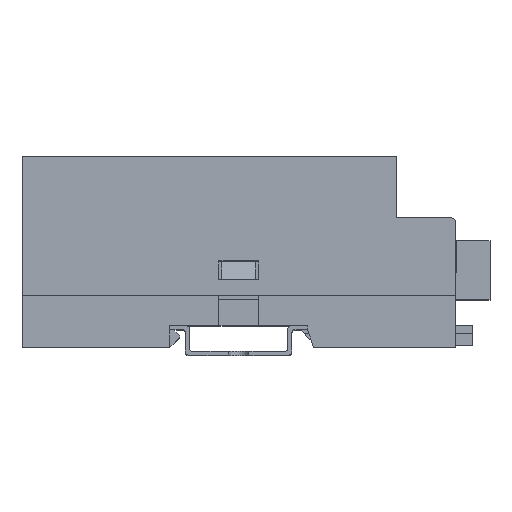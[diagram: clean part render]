
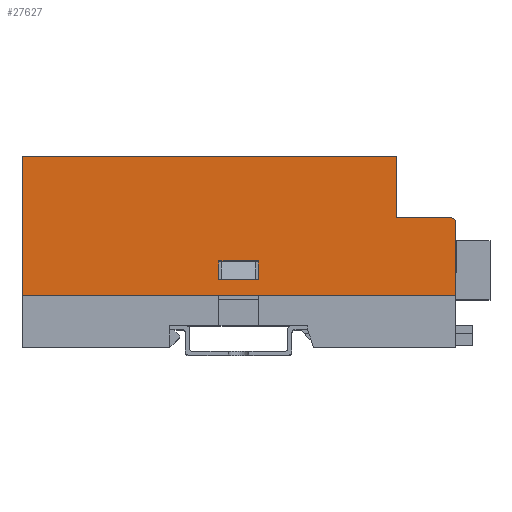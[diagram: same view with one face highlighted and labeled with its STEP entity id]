
A CAD part, top view. The second image highlights one B-rep face of the part: STEP entity #27627.
In plain terms, the highlighted face is planar.
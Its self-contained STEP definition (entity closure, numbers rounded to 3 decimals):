
#198 = CARTESIAN_POINT ( 'NONE',  ( -55., 35.3, -35. ) ) ;
#426 = EDGE_CURVE ( 'NONE', #27970, #1274, #2687, .T. ) ;
#1087 = PLANE ( 'NONE',  #4851 ) ;
#1144 = CARTESIAN_POINT ( 'NONE',  ( -55., 18.6, -35. ) ) ;
#1274 = VERTEX_POINT ( 'NONE', #6312 ) ;
#1597 = CARTESIAN_POINT ( 'NONE',  ( -40., 19.6, -35. ) ) ;
#2568 = AXIS2_PLACEMENT_3D ( 'NONE', #5827, #8078, #14887 ) ;
#2687 = LINE ( 'NONE', #11960, #7223 ) ;
#2971 = LINE ( 'NONE', #27732, #8560 ) ;
#3065 = CARTESIAN_POINT ( 'NONE',  ( 55., 35.3, -35. ) ) ;
#3547 = ORIENTED_EDGE ( 'NONE', *, *, #8055, .F. ) ;
#4689 = VECTOR ( 'NONE', #6971, 1000. ) ;
#4851 = AXIS2_PLACEMENT_3D ( 'NONE', #14768, #19035, #18851 ) ;
#5101 = EDGE_CURVE ( 'NONE', #5216, #22612, #16566, .T. ) ;
#5216 = VERTEX_POINT ( 'NONE', #8545 ) ;
#5330 = DIRECTION ( 'NONE',  ( 0., -1., 0. ) ) ;
#5827 = CARTESIAN_POINT ( 'NONE',  ( -54., 18.6, -35. ) ) ;
#6312 = CARTESIAN_POINT ( 'NONE',  ( 5., 4., -35. ) ) ;
#6613 = VERTEX_POINT ( 'NONE', #22844 ) ;
#6728 = CARTESIAN_POINT ( 'NONE',  ( 55., 35.3, -35. ) ) ;
#6925 = DIRECTION ( 'NONE',  ( -1., 0., 0. ) ) ;
#6971 = DIRECTION ( 'NONE',  ( -1., 0., 0. ) ) ;
#7183 = DIRECTION ( 'NONE',  ( -1., 0., 0. ) ) ;
#7223 = VECTOR ( 'NONE', #22839, 1000. ) ;
#7464 = DIRECTION ( 'NONE',  ( 0., -1., 0. ) ) ;
#7528 = EDGE_CURVE ( 'NONE', #20714, #27970, #24439, .T. ) ;
#7634 = EDGE_CURVE ( 'NONE', #6613, #20714, #26855, .T. ) ;
#8055 = EDGE_CURVE ( 'NONE', #1274, #6613, #28588, .T. ) ;
#8078 = DIRECTION ( 'NONE',  ( 0., 0., -1. ) ) ;
#8545 = CARTESIAN_POINT ( 'NONE',  ( -40., 19.6, -35. ) ) ;
#8560 = VECTOR ( 'NONE', #7183, 1000. ) ;
#8606 = EDGE_LOOP ( 'NONE', ( #12847, #26379, #3547, #27030 ) ) ;
#8679 = EDGE_CURVE ( 'NONE', #18096, #14292, #9030, .T. ) ;
#8731 = CARTESIAN_POINT ( 'NONE',  ( -40., 35.3, -35. ) ) ;
#8813 = EDGE_CURVE ( 'NONE', #26848, #15356, #15669, .T. ) ;
#8877 = LINE ( 'NONE', #198, #4689 ) ;
#9030 = LINE ( 'NONE', #16329, #9747 ) ;
#9747 = VECTOR ( 'NONE', #7464, 1000. ) ;
#10137 = CIRCLE ( 'NONE', #2568, 1. ) ;
#10152 = DIRECTION ( 'NONE',  ( 1., 0., 0. ) ) ;
#10306 = CARTESIAN_POINT ( 'NONE',  ( 55., 0., -35. ) ) ;
#10697 = VECTOR ( 'NONE', #24646, 1000. ) ;
#10938 = CARTESIAN_POINT ( 'NONE',  ( 5., 8.7, -35. ) ) ;
#11877 = EDGE_LOOP ( 'NONE', ( #16303, #24711, #17310, #14928, #26120, #18353, #25882 ) ) ;
#11960 = CARTESIAN_POINT ( 'NONE',  ( 5., 4., -35. ) ) ;
#12847 = ORIENTED_EDGE ( 'NONE', *, *, #7528, .F. ) ;
#12946 = DIRECTION ( 'NONE',  ( 0., 1., 0. ) ) ;
#13559 = VECTOR ( 'NONE', #5330, 1000. ) ;
#14292 = VERTEX_POINT ( 'NONE', #17197 ) ;
#14467 = CARTESIAN_POINT ( 'NONE',  ( -54., 19.6, -35. ) ) ;
#14768 = CARTESIAN_POINT ( 'NONE',  ( -55., 35.3, -35. ) ) ;
#14836 = CARTESIAN_POINT ( 'NONE',  ( 5., 8.7, -35. ) ) ;
#14887 = DIRECTION ( 'NONE',  ( 1., 0., 0. ) ) ;
#14928 = ORIENTED_EDGE ( 'NONE', *, *, #5101, .T. ) ;
#15145 = CARTESIAN_POINT ( 'NONE',  ( -5., 8.7, -35. ) ) ;
#15356 = VERTEX_POINT ( 'NONE', #10306 ) ;
#15669 = LINE ( 'NONE', #3065, #13559 ) ;
#15698 = VECTOR ( 'NONE', #6925, 1000. ) ;
#16028 = FACE_OUTER_BOUND ( 'NONE', #11877, .T. ) ;
#16303 = ORIENTED_EDGE ( 'NONE', *, *, #8679, .F. ) ;
#16329 = CARTESIAN_POINT ( 'NONE',  ( -55., 35.3, -35. ) ) ;
#16566 = LINE ( 'NONE', #1597, #27712 ) ;
#17197 = CARTESIAN_POINT ( 'NONE',  ( -55., 0., -35. ) ) ;
#17310 = ORIENTED_EDGE ( 'NONE', *, *, #18634, .F. ) ;
#18032 = CARTESIAN_POINT ( 'NONE',  ( -55., 0., -35. ) ) ;
#18096 = VERTEX_POINT ( 'NONE', #1144 ) ;
#18353 = ORIENTED_EDGE ( 'NONE', *, *, #8813, .T. ) ;
#18550 = VECTOR ( 'NONE', #10152, 1000. ) ;
#18634 = EDGE_CURVE ( 'NONE', #5216, #28649, #2971, .T. ) ;
#18851 = DIRECTION ( 'NONE',  ( 1., 0., 0. ) ) ;
#19035 = DIRECTION ( 'NONE',  ( 0., 0., 1. ) ) ;
#20714 = VERTEX_POINT ( 'NONE', #15145 ) ;
#22612 = VERTEX_POINT ( 'NONE', #8731 ) ;
#22839 = DIRECTION ( 'NONE',  ( 0., -1., 0. ) ) ;
#22844 = CARTESIAN_POINT ( 'NONE',  ( -5., 4., -35. ) ) ;
#23025 = VECTOR ( 'NONE', #23268, 1000. ) ;
#23203 = EDGE_CURVE ( 'NONE', #15356, #14292, #27076, .T. ) ;
#23268 = DIRECTION ( 'NONE',  ( 0., 1., 0. ) ) ;
#23376 = CARTESIAN_POINT ( 'NONE',  ( -5., 4., -35. ) ) ;
#24439 = LINE ( 'NONE', #14836, #18550 ) ;
#24646 = DIRECTION ( 'NONE',  ( -1., 0., 0. ) ) ;
#24711 = ORIENTED_EDGE ( 'NONE', *, *, #27153, .T. ) ;
#25041 = CARTESIAN_POINT ( 'NONE',  ( 5., 4., -35. ) ) ;
#25088 = FACE_BOUND ( 'NONE', #8606, .T. ) ;
#25882 = ORIENTED_EDGE ( 'NONE', *, *, #23203, .T. ) ;
#26120 = ORIENTED_EDGE ( 'NONE', *, *, #28321, .F. ) ;
#26379 = ORIENTED_EDGE ( 'NONE', *, *, #7634, .F. ) ;
#26848 = VERTEX_POINT ( 'NONE', #6728 ) ;
#26855 = LINE ( 'NONE', #23376, #23025 ) ;
#27030 = ORIENTED_EDGE ( 'NONE', *, *, #426, .F. ) ;
#27076 = LINE ( 'NONE', #18032, #10697 ) ;
#27153 = EDGE_CURVE ( 'NONE', #18096, #28649, #10137, .T. ) ;
#27627 = ADVANCED_FACE ( 'NONE', ( #25088, #16028 ), #1087, .F. ) ;
#27712 = VECTOR ( 'NONE', #12946, 1000. ) ;
#27732 = CARTESIAN_POINT ( 'NONE',  ( -55., 19.6, -35. ) ) ;
#27970 = VERTEX_POINT ( 'NONE', #10938 ) ;
#28321 = EDGE_CURVE ( 'NONE', #26848, #22612, #8877, .T. ) ;
#28588 = LINE ( 'NONE', #25041, #15698 ) ;
#28649 = VERTEX_POINT ( 'NONE', #14467 ) ;
